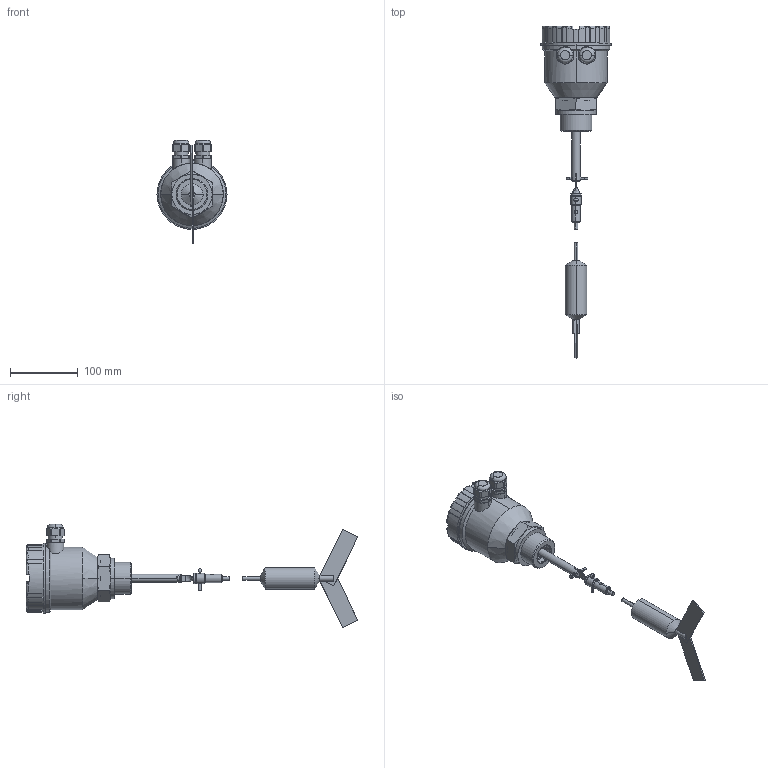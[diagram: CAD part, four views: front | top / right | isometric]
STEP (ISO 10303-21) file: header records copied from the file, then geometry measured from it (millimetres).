
FILE_DESCRIPTION (( 'STEP AP214' ), '1' );
FILE_NAME ('PLS-4P-R-115 fxt.STEP', '2022-07-25T17:22:53', ( '' ), ( '' ), 'SwSTEP 2.0', 'SolidWorks 2017', '' );
FILE_SCHEMA (( 'AUTOMOTIVE_DESIGN' ));
Length unit declared in the file: inch
Products named in the file (1): PLS-4P-R-115 fxt
Bounding box: 103 x 488.31 x 152 mm (x, y, z)
Volume: 926493.1 mm3; surface area: 110022.8 mm2
Topology: 5 solids, 5 shells, 628 faces, 1665 edges, 1055 vertices
Faces by surface type: cylinder 289, plane 244, cone 57, torus 20, bspline 18
Entity records: 22092 total; most frequent: CARTESIAN_POINT 6283, DIRECTION 3347, ORIENTED_EDGE 3326, EDGE_CURVE 1663, AXIS2_PLACEMENT_3D 1273, VERTEX_POINT 1055, VECTOR 801, LINE 801
